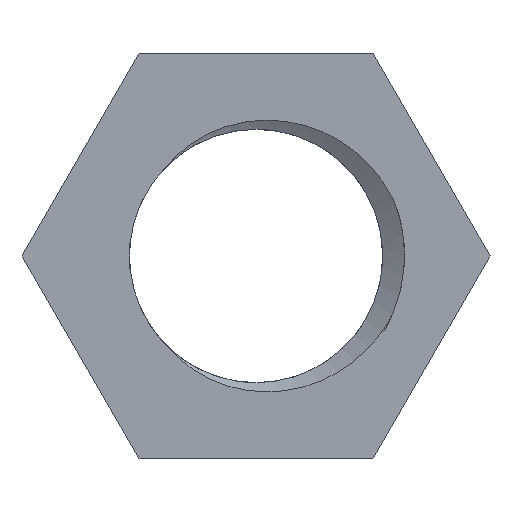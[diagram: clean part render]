
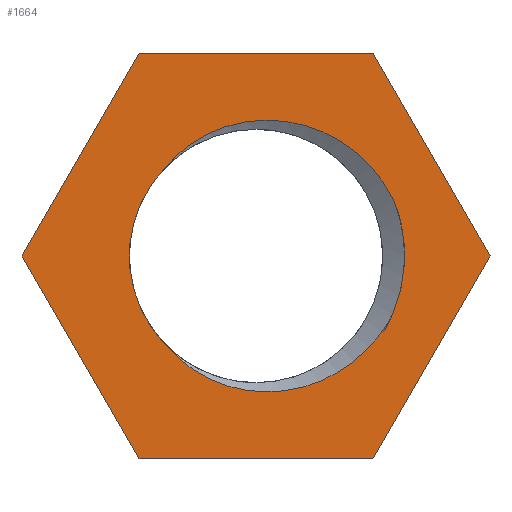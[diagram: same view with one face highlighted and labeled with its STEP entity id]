
A CAD part, front view. The second image highlights one B-rep face of the part: STEP entity #1664.
In plain terms, the highlighted planar face has unit normal (0, -1, 0).
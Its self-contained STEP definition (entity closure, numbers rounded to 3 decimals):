
#9 = VECTOR ( 'NONE', #1122, 1000. ) ;
#17 = EDGE_LOOP ( 'NONE', ( #852, #220, #1100, #1679, #833, #613 ) ) ;
#49 = EDGE_CURVE ( 'NONE', #1372, #1165, #863, .T. ) ;
#57 = CARTESIAN_POINT ( 'NONE',  ( -1.768, 0., -1.768 ) ) ;
#61 = EDGE_CURVE ( 'NONE', #1525, #319, #1006, .T. ) ;
#131 = CARTESIAN_POINT ( 'NONE',  ( 2.71, 0., 1.122 ) ) ;
#133 = CARTESIAN_POINT ( 'NONE',  ( 2.309, 0., 4. ) ) ;
#150 = ORIENTED_EDGE ( 'NONE', *, *, #924, .F. ) ;
#154 = CARTESIAN_POINT ( 'NONE',  ( 2.857, 0., 0.766 ) ) ;
#155 = VECTOR ( 'NONE', #1634, 1000. ) ;
#168 = DIRECTION ( 'NONE',  ( 0., 1., 0. ) ) ;
#177 = CARTESIAN_POINT ( 'NONE',  ( 2.309, 0., -4. ) ) ;
#191 = DIRECTION ( 'NONE',  ( -1., 0., 0. ) ) ;
#199 = CARTESIAN_POINT ( 'NONE',  ( 2.71, 0., -1.122 ) ) ;
#220 = ORIENTED_EDGE ( 'NONE', *, *, #556, .F. ) ;
#229 = CARTESIAN_POINT ( 'NONE',  ( -1.087, 0., 2.347 ) ) ;
#237 = CARTESIAN_POINT ( 'NONE',  ( 1.072, 0., 2.554 ) ) ;
#243 = CARTESIAN_POINT ( 'NONE',  ( -0.471, 0., 2.602 ) ) ;
#250 = CARTESIAN_POINT ( 'NONE',  ( 2.035, 0., 2.005 ) ) ;
#266 = LINE ( 'NONE', #1478, #980 ) ;
#288 = CARTESIAN_POINT ( 'NONE',  ( 4.619, 0., 0. ) ) ;
#305 = VERTEX_POINT ( 'NONE', #943 ) ;
#319 = VERTEX_POINT ( 'NONE', #386 ) ;
#344 = CARTESIAN_POINT ( 'NONE',  ( 1.483, 0., -2.382 ) ) ;
#350 = CARTESIAN_POINT ( 'NONE',  ( 1.071, 0., -2.554 ) ) ;
#372 = CARTESIAN_POINT ( 'NONE',  ( 2.2, 0., 1.848 ) ) ;
#378 = CARTESIAN_POINT ( 'NONE',  ( 2.71, 0., 1.122 ) ) ;
#386 = CARTESIAN_POINT ( 'NONE',  ( 2.71, 0., -1.122 ) ) ;
#390 = CARTESIAN_POINT ( 'NONE',  ( -1.622, 0., 1.94 ) ) ;
#433 = CARTESIAN_POINT ( 'NONE',  ( 0., 0., 0. ) ) ;
#440 = CARTESIAN_POINT ( 'NONE',  ( 2.71, 0., -1.122 ) ) ;
#454 = LINE ( 'NONE', #555, #9 ) ;
#470 = DIRECTION ( 'NONE',  ( 0.5, 0., 0.866 ) ) ;
#555 = CARTESIAN_POINT ( 'NONE',  ( -2.309, 0., 4. ) ) ;
#556 = EDGE_CURVE ( 'NONE', #1165, #1136, #1378, .T. ) ;
#581 = EDGE_CURVE ( 'NONE', #1525, #855, #1544, .T. ) ;
#600 = CARTESIAN_POINT ( 'NONE',  ( -1.458, 0., -2.089 ) ) ;
#609 = CARTESIAN_POINT ( 'NONE',  ( -1.093, 0., -2.344 ) ) ;
#613 = ORIENTED_EDGE ( 'NONE', *, *, #1484, .F. ) ;
#628 = CARTESIAN_POINT ( 'NONE',  ( 0., 0., 0. ) ) ;
#638 = ORIENTED_EDGE ( 'NONE', *, *, #61, .F. ) ;
#641 = AXIS2_PLACEMENT_3D ( 'NONE', #628, #1027, #1307 ) ;
#680 = B_SPLINE_CURVE_WITH_KNOTS ( 'NONE', 3,
 ( #378, #918, #1062, #372, #250, #1198, #1715, #237, #1189, #1449, #1581, #932, #243, #1438, #229, #1183, #390, #1720 ),
 .UNSPECIFIED., .F., .F.,
 ( 4, 2, 2, 2, 2, 2, 2, 2, 4 ),
 ( 0., 0.001, 0.001, 0.002, 0.003, 0.003, 0.004, 0.005, 0.005 ),
 .UNSPECIFIED. ) ;
#695 = CARTESIAN_POINT ( 'NONE',  ( 2.71, 0., 1.122 ) ) ;
#723 = CARTESIAN_POINT ( 'NONE',  ( -1.768, 0., 1.768 ) ) ;
#736 = CARTESIAN_POINT ( 'NONE',  ( 2.035, 0., -2.005 ) ) ;
#737 = CARTESIAN_POINT ( 'NONE',  ( -0.892, 0., -2.449 ) ) ;
#740 = ORIENTED_EDGE ( 'NONE', *, *, #581, .T. ) ;
#746 = CARTESIAN_POINT ( 'NONE',  ( 0.191, 0., -2.691 ) ) ;
#824 = B_SPLINE_CURVE_WITH_KNOTS ( 'NONE', 3,
 ( #440, #957, #826, #1500, #154, #695 ),
 .UNSPECIFIED., .F., .F.,
 ( 4, 2, 4 ),
 ( 0., 0.001, 0.002 ),
 .UNSPECIFIED. ) ;
#826 = CARTESIAN_POINT ( 'NONE',  ( 2.933, 0., -0.384 ) ) ;
#833 = ORIENTED_EDGE ( 'NONE', *, *, #1045, .F. ) ;
#852 = ORIENTED_EDGE ( 'NONE', *, *, #1643, .F. ) ;
#855 = VERTEX_POINT ( 'NONE', #723 ) ;
#863 = LINE ( 'NONE', #1026, #1137 ) ;
#918 = CARTESIAN_POINT ( 'NONE',  ( 2.608, 0., 1.323 ) ) ;
#924 = EDGE_CURVE ( 'NONE', #1088, #855, #680, .T. ) ;
#932 = CARTESIAN_POINT ( 'NONE',  ( -0.25, 0., 2.651 ) ) ;
#943 = CARTESIAN_POINT ( 'NONE',  ( -2.309, 0., 4. ) ) ;
#957 = CARTESIAN_POINT ( 'NONE',  ( 2.857, 0., -0.766 ) ) ;
#961 = CARTESIAN_POINT ( 'NONE',  ( -2.309, 0., -4. ) ) ;
#968 = EDGE_LOOP ( 'NONE', ( #150, #1543, #638, #740 ) ) ;
#980 = VECTOR ( 'NONE', #1609, 1000. ) ;
#995 = CARTESIAN_POINT ( 'NONE',  ( -4.619, 0., 0. ) ) ;
#1006 = B_SPLINE_CURVE_WITH_KNOTS ( 'NONE', 3,
 ( #57, #1146, #600, #609, #737, #1689, #1016, #746, #1549, #1557, #350, #344, #1285, #736, #1495, #1109, #1126, #199 ),
 .UNSPECIFIED., .F., .F.,
 ( 4, 2, 2, 2, 2, 2, 2, 2, 4 ),
 ( 0., 0.001, 0.001, 0.002, 0.003, 0.003, 0.004, 0.005, 0.005 ),
 .UNSPECIFIED. ) ;
#1016 = CARTESIAN_POINT ( 'NONE',  ( -0.253, 0., -2.651 ) ) ;
#1026 = CARTESIAN_POINT ( 'NONE',  ( 2.309, 0., -4. ) ) ;
#1027 = DIRECTION ( 'NONE',  ( 0., 1., 0. ) ) ;
#1045 = EDGE_CURVE ( 'NONE', #1112, #1275, #266, .T. ) ;
#1062 = CARTESIAN_POINT ( 'NONE',  ( 2.485, 0., 1.508 ) ) ;
#1088 = VERTEX_POINT ( 'NONE', #131 ) ;
#1100 = ORIENTED_EDGE ( 'NONE', *, *, #49, .F. ) ;
#1109 = CARTESIAN_POINT ( 'NONE',  ( 2.485, 0., -1.508 ) ) ;
#1112 = VERTEX_POINT ( 'NONE', #133 ) ;
#1122 = DIRECTION ( 'NONE',  ( 1., 0., 0. ) ) ;
#1126 = CARTESIAN_POINT ( 'NONE',  ( 2.608, 0., -1.323 ) ) ;
#1136 = VERTEX_POINT ( 'NONE', #995 ) ;
#1137 = VECTOR ( 'NONE', #191, 1000. ) ;
#1146 = CARTESIAN_POINT ( 'NONE',  ( -1.622, 0., -1.94 ) ) ;
#1165 = VERTEX_POINT ( 'NONE', #1526 ) ;
#1183 = CARTESIAN_POINT ( 'NONE',  ( -1.456, 0., 2.091 ) ) ;
#1189 = CARTESIAN_POINT ( 'NONE',  ( 0.858, 0., 2.614 ) ) ;
#1198 = CARTESIAN_POINT ( 'NONE',  ( 1.679, 0., 2.27 ) ) ;
#1228 = VECTOR ( 'NONE', #1493, 1000. ) ;
#1229 = CARTESIAN_POINT ( 'NONE',  ( -1.768, 0., -1.768 ) ) ;
#1275 = VERTEX_POINT ( 'NONE', #1502 ) ;
#1276 = FACE_OUTER_BOUND ( 'NONE', #17, .T. ) ;
#1285 = CARTESIAN_POINT ( 'NONE',  ( 1.679, 0., -2.27 ) ) ;
#1307 = DIRECTION ( 'NONE',  ( 0., 0., 1. ) ) ;
#1310 = EDGE_CURVE ( 'NONE', #1275, #1372, #1490, .T. ) ;
#1316 = AXIS2_PLACEMENT_3D ( 'NONE', #433, #168, #1358 ) ;
#1358 = DIRECTION ( 'NONE',  ( 0., 0., 1. ) ) ;
#1372 = VERTEX_POINT ( 'NONE', #177 ) ;
#1378 = LINE ( 'NONE', #961, #1228 ) ;
#1411 = PLANE ( 'NONE',  #641 ) ;
#1438 = CARTESIAN_POINT ( 'NONE',  ( -0.89, 0., 2.449 ) ) ;
#1441 = CARTESIAN_POINT ( 'NONE',  ( -4.619, 0., 0. ) ) ;
#1449 = CARTESIAN_POINT ( 'NONE',  ( 0.419, 0., 2.683 ) ) ;
#1478 = CARTESIAN_POINT ( 'NONE',  ( 2.309, 0., 4. ) ) ;
#1484 = EDGE_CURVE ( 'NONE', #305, #1112, #454, .T. ) ;
#1490 = LINE ( 'NONE', #288, #155 ) ;
#1493 = DIRECTION ( 'NONE',  ( -0.5, 0., 0.866 ) ) ;
#1495 = CARTESIAN_POINT ( 'NONE',  ( 2.199, 0., -1.849 ) ) ;
#1500 = CARTESIAN_POINT ( 'NONE',  ( 2.933, 0., 0.384 ) ) ;
#1502 = CARTESIAN_POINT ( 'NONE',  ( 4.619, 0., 0. ) ) ;
#1515 = EDGE_CURVE ( 'NONE', #319, #1088, #824, .T. ) ;
#1525 = VERTEX_POINT ( 'NONE', #1229 ) ;
#1526 = CARTESIAN_POINT ( 'NONE',  ( -2.309, 0., -4. ) ) ;
#1541 = LINE ( 'NONE', #1441, #1682 ) ;
#1543 = ORIENTED_EDGE ( 'NONE', *, *, #1515, .F. ) ;
#1544 = CIRCLE ( 'NONE', #1316, 2.5 ) ;
#1549 = CARTESIAN_POINT ( 'NONE',  ( 0.414, 0., -2.683 ) ) ;
#1557 = CARTESIAN_POINT ( 'NONE',  ( 0.857, 0., -2.615 ) ) ;
#1581 = CARTESIAN_POINT ( 'NONE',  ( 0.192, 0., 2.691 ) ) ;
#1609 = DIRECTION ( 'NONE',  ( 0.5, 0., -0.866 ) ) ;
#1634 = DIRECTION ( 'NONE',  ( -0.5, 0., -0.866 ) ) ;
#1643 = EDGE_CURVE ( 'NONE', #1136, #305, #1541, .T. ) ;
#1664 = ADVANCED_FACE ( 'NONE', ( #1276, #1680 ), #1411, .F. ) ;
#1679 = ORIENTED_EDGE ( 'NONE', *, *, #1310, .F. ) ;
#1680 = FACE_BOUND ( 'NONE', #968, .T. ) ;
#1682 = VECTOR ( 'NONE', #470, 1000. ) ;
#1689 = CARTESIAN_POINT ( 'NONE',  ( -0.474, 0., -2.601 ) ) ;
#1715 = CARTESIAN_POINT ( 'NONE',  ( 1.486, 0., 2.38 ) ) ;
#1720 = CARTESIAN_POINT ( 'NONE',  ( -1.768, 0., 1.768 ) ) ;
